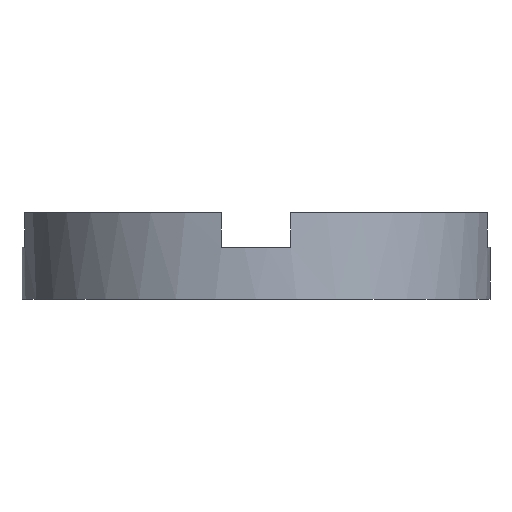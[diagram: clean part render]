
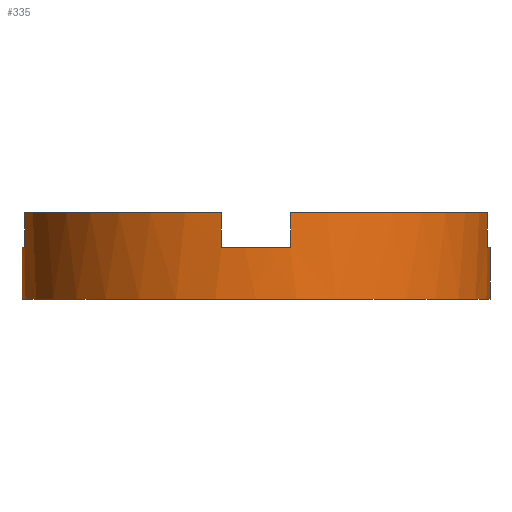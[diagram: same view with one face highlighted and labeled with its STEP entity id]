
A CAD part, front view. The second image highlights one B-rep face of the part: STEP entity #335.
In plain terms, the highlighted cylindrical face has radius 6.75 mm (diameter 13.5 mm), a partial arc.
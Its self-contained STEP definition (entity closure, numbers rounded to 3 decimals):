
#3 = ORIENTED_EDGE ( 'NONE', *, *, #699, .F. ) ;
#13 = VECTOR ( 'NONE', #234, 1000. ) ;
#29 = CARTESIAN_POINT ( 'NONE',  ( 0., 0., 0. ) ) ;
#33 = ORIENTED_EDGE ( 'NONE', *, *, #352, .F. ) ;
#34 = EDGE_CURVE ( 'NONE', #215, #492, #575, .T. ) ;
#48 = CIRCLE ( 'NONE', #88, 6.75 ) ;
#52 = DIRECTION ( 'NONE',  ( 0., 0., 1. ) ) ;
#53 = LINE ( 'NONE', #346, #325 ) ;
#63 = CARTESIAN_POINT ( 'NONE',  ( 6.676, -1., 1.5 ) ) ;
#65 = LINE ( 'NONE', #63, #75 ) ;
#75 = VECTOR ( 'NONE', #417, 1000. ) ;
#76 = EDGE_CURVE ( 'NONE', #492, #476, #560, .T. ) ;
#84 = VECTOR ( 'NONE', #748, 1000. ) ;
#87 = CIRCLE ( 'NONE', #683, 6.75 ) ;
#88 = AXIS2_PLACEMENT_3D ( 'NONE', #194, #207, #517 ) ;
#94 = EDGE_CURVE ( 'NONE', #533, #774, #297, .T. ) ;
#95 = VECTOR ( 'NONE', #150, 1000. ) ;
#115 = CARTESIAN_POINT ( 'NONE',  ( -1., -6.676, 2.5 ) ) ;
#116 = DIRECTION ( 'NONE',  ( 0., 0., -1. ) ) ;
#138 = CARTESIAN_POINT ( 'NONE',  ( -6.676, -1., 1.5 ) ) ;
#141 = DIRECTION ( 'NONE',  ( 1., 0., 0. ) ) ;
#145 = EDGE_CURVE ( 'NONE', #226, #413, #48, .T. ) ;
#150 = DIRECTION ( 'NONE',  ( 0., 0., 1. ) ) ;
#151 = CARTESIAN_POINT ( 'NONE',  ( 6.75, 0., 0. ) ) ;
#159 = DIRECTION ( 'NONE',  ( 0., 0., 1. ) ) ;
#163 = CARTESIAN_POINT ( 'NONE',  ( 6.676, -1., 2.5 ) ) ;
#164 = CARTESIAN_POINT ( 'NONE',  ( 0., 0., 2.5 ) ) ;
#194 = CARTESIAN_POINT ( 'NONE',  ( 0., 0., 1.5 ) ) ;
#207 = DIRECTION ( 'NONE',  ( 0., 0., 1. ) ) ;
#215 = VERTEX_POINT ( 'NONE', #706 ) ;
#226 = VERTEX_POINT ( 'NONE', #477 ) ;
#234 = DIRECTION ( 'NONE',  ( 0., 0., 1. ) ) ;
#239 = ORIENTED_EDGE ( 'NONE', *, *, #145, .F. ) ;
#241 = AXIS2_PLACEMENT_3D ( 'NONE', #29, #689, #599 ) ;
#243 = VERTEX_POINT ( 'NONE', #151 ) ;
#248 = ORIENTED_EDGE ( 'NONE', *, *, #393, .F. ) ;
#250 = ORIENTED_EDGE ( 'NONE', *, *, #718, .T. ) ;
#253 = ORIENTED_EDGE ( 'NONE', *, *, #34, .F. ) ;
#264 = ORIENTED_EDGE ( 'NONE', *, *, #76, .F. ) ;
#267 = VERTEX_POINT ( 'NONE', #490 ) ;
#268 = ORIENTED_EDGE ( 'NONE', *, *, #704, .T. ) ;
#288 = CARTESIAN_POINT ( 'NONE',  ( 1., -6.676, 2.5 ) ) ;
#293 = DIRECTION ( 'NONE',  ( 1., 0., 0. ) ) ;
#295 = ORIENTED_EDGE ( 'NONE', *, *, #698, .F. ) ;
#297 = CIRCLE ( 'NONE', #458, 6.75 ) ;
#325 = VECTOR ( 'NONE', #116, 1000. ) ;
#335 = ADVANCED_FACE ( 'NONE', ( #578 ), #576, .T. ) ;
#342 = VECTOR ( 'NONE', #52, 1000. ) ;
#346 = CARTESIAN_POINT ( 'NONE',  ( 6.75, 0., 2.5 ) ) ;
#352 = EDGE_CURVE ( 'NONE', #738, #215, #614, .T. ) ;
#361 = DIRECTION ( 'NONE',  ( 0., 0., -1. ) ) ;
#374 = AXIS2_PLACEMENT_3D ( 'NONE', #382, #427, #629 ) ;
#382 = CARTESIAN_POINT ( 'NONE',  ( 0., 0., 2.5 ) ) ;
#393 = EDGE_CURVE ( 'NONE', #413, #533, #595, .T. ) ;
#407 = CARTESIAN_POINT ( 'NONE',  ( 1., -6.676, 1.5 ) ) ;
#413 = VERTEX_POINT ( 'NONE', #732 ) ;
#417 = DIRECTION ( 'NONE',  ( 0., 0., 1. ) ) ;
#424 = AXIS2_PLACEMENT_3D ( 'NONE', #164, #361, #690 ) ;
#427 = DIRECTION ( 'NONE',  ( 0., 0., 1. ) ) ;
#428 = CARTESIAN_POINT ( 'NONE',  ( 0., 0., 2.5 ) ) ;
#438 = DIRECTION ( 'NONE',  ( 0., 0., 1. ) ) ;
#440 = CARTESIAN_POINT ( 'NONE',  ( -6.75, 0., 1.5 ) ) ;
#442 = CARTESIAN_POINT ( 'NONE',  ( 0., 0., 1.5 ) ) ;
#458 = AXIS2_PLACEMENT_3D ( 'NONE', #428, #679, #141 ) ;
#476 = VERTEX_POINT ( 'NONE', #115 ) ;
#477 = CARTESIAN_POINT ( 'NONE',  ( -1., -6.676, 1.5 ) ) ;
#490 = CARTESIAN_POINT ( 'NONE',  ( -6.75, 0., 0. ) ) ;
#492 = VERTEX_POINT ( 'NONE', #597 ) ;
#501 = EDGE_CURVE ( 'NONE', #738, #267, #613, .T. ) ;
#510 = CARTESIAN_POINT ( 'NONE',  ( -6.75, 0., 2.5 ) ) ;
#515 = ORIENTED_EDGE ( 'NONE', *, *, #94, .F. ) ;
#517 = DIRECTION ( 'NONE',  ( 1., 0., 0. ) ) ;
#529 = VERTEX_POINT ( 'NONE', #687 ) ;
#533 = VERTEX_POINT ( 'NONE', #288 ) ;
#560 = CIRCLE ( 'NONE', #374, 6.75 ) ;
#575 = LINE ( 'NONE', #138, #13 ) ;
#576 = CYLINDRICAL_SURFACE ( 'NONE', #424, 6.75 ) ;
#578 = FACE_OUTER_BOUND ( 'NONE', #750, .T. ) ;
#592 = CIRCLE ( 'NONE', #241, 6.75 ) ;
#595 = LINE ( 'NONE', #407, #342 ) ;
#597 = CARTESIAN_POINT ( 'NONE',  ( -6.676, -1., 2.5 ) ) ;
#599 = DIRECTION ( 'NONE',  ( 1., 0., 0. ) ) ;
#609 = CARTESIAN_POINT ( 'NONE',  ( -1., -6.676, 1.5 ) ) ;
#613 = LINE ( 'NONE', #510, #84 ) ;
#614 = CIRCLE ( 'NONE', #688, 6.75 ) ;
#619 = CARTESIAN_POINT ( 'NONE',  ( 0., 0., 1.5 ) ) ;
#624 = LINE ( 'NONE', #609, #95 ) ;
#629 = DIRECTION ( 'NONE',  ( 1., 0., 0. ) ) ;
#635 = DIRECTION ( 'NONE',  ( 1., 0., 0. ) ) ;
#665 = CARTESIAN_POINT ( 'NONE',  ( 6.75, 0., 1.5 ) ) ;
#672 = EDGE_CURVE ( 'NONE', #529, #774, #65, .T. ) ;
#679 = DIRECTION ( 'NONE',  ( 0., 0., 1. ) ) ;
#683 = AXIS2_PLACEMENT_3D ( 'NONE', #619, #438, #635 ) ;
#687 = CARTESIAN_POINT ( 'NONE',  ( 6.676, -1., 1.5 ) ) ;
#688 = AXIS2_PLACEMENT_3D ( 'NONE', #442, #159, #293 ) ;
#689 = DIRECTION ( 'NONE',  ( 0., 0., 1. ) ) ;
#690 = DIRECTION ( 'NONE',  ( -1., 0., 0. ) ) ;
#698 = EDGE_CURVE ( 'NONE', #529, #752, #87, .T. ) ;
#699 = EDGE_CURVE ( 'NONE', #752, #243, #53, .T. ) ;
#704 = EDGE_CURVE ( 'NONE', #267, #243, #592, .T. ) ;
#706 = CARTESIAN_POINT ( 'NONE',  ( -6.676, -1., 1.5 ) ) ;
#718 = EDGE_CURVE ( 'NONE', #226, #476, #624, .T. ) ;
#732 = CARTESIAN_POINT ( 'NONE',  ( 1., -6.676, 1.5 ) ) ;
#738 = VERTEX_POINT ( 'NONE', #440 ) ;
#744 = ORIENTED_EDGE ( 'NONE', *, *, #672, .T. ) ;
#748 = DIRECTION ( 'NONE',  ( 0., 0., -1. ) ) ;
#750 = EDGE_LOOP ( 'NONE', ( #3, #295, #744, #515, #248, #239, #250, #264, #253, #33, #763, #268 ) ) ;
#752 = VERTEX_POINT ( 'NONE', #665 ) ;
#763 = ORIENTED_EDGE ( 'NONE', *, *, #501, .T. ) ;
#774 = VERTEX_POINT ( 'NONE', #163 ) ;
